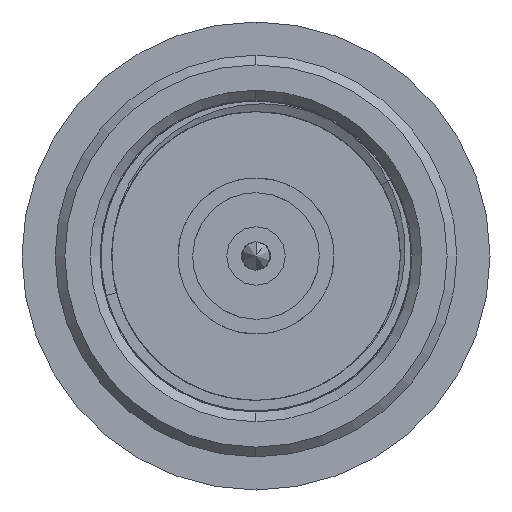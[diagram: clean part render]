
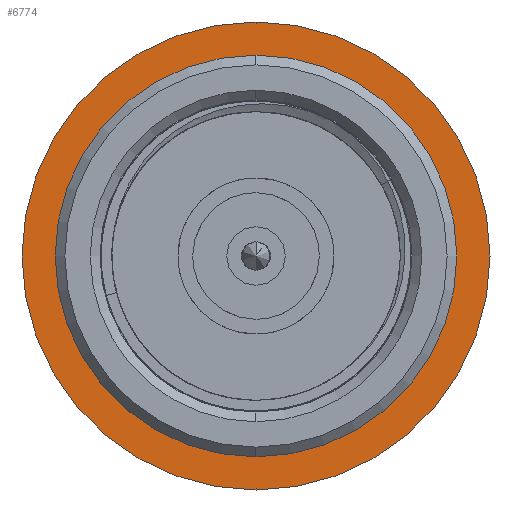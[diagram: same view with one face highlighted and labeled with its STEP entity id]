
A CAD part, front view. The second image highlights one B-rep face of the part: STEP entity #6774.
In plain terms, the highlighted planar face has unit normal (0, -1, 0).
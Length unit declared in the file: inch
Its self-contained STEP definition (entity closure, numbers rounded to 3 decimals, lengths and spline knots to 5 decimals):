
#13 = DIRECTION ( 'NONE',  ( 0., -1., 0. ) ) ;
#200 = CARTESIAN_POINT ( 'NONE',  ( 0., 0., 0.3937 ) ) ;
#399 = EDGE_LOOP ( 'NONE', ( #3472, #3280 ) ) ;
#429 = ORIENTED_EDGE ( 'NONE', *, *, #7487, .T. ) ;
#525 = DIRECTION ( 'NONE',  ( 0., 0., -1. ) ) ;
#827 = AXIS2_PLACEMENT_3D ( 'NONE', #1423, #3769, #5583 ) ;
#1025 = VERTEX_POINT ( 'NONE', #200 ) ;
#1423 = CARTESIAN_POINT ( 'NONE',  ( 0., 0., 0. ) ) ;
#1448 = CIRCLE ( 'NONE', #827, 0.47244 ) ;
#1537 = DIRECTION ( 'NONE',  ( 0., 1., 0. ) ) ;
#1579 = CARTESIAN_POINT ( 'NONE',  ( 0., 0., 0. ) ) ;
#1767 = DIRECTION ( 'NONE',  ( 0., 0., -1. ) ) ;
#1958 = EDGE_LOOP ( 'NONE', ( #4004, #429 ) ) ;
#2255 = CARTESIAN_POINT ( 'NONE',  ( 0., 0., 0. ) ) ;
#2260 = CIRCLE ( 'NONE', #6197, 0.3937 ) ;
#2944 = EDGE_CURVE ( 'NONE', #5915, #3776, #1448, .T. ) ;
#3035 = CARTESIAN_POINT ( 'NONE',  ( 0., 0., 0.47244 ) ) ;
#3222 = VERTEX_POINT ( 'NONE', #7082 ) ;
#3280 = ORIENTED_EDGE ( 'NONE', *, *, #7094, .T. ) ;
#3295 = DIRECTION ( 'NONE',  ( 0., 0., -1. ) ) ;
#3378 = DIRECTION ( 'NONE',  ( 0., 0., -1. ) ) ;
#3472 = ORIENTED_EDGE ( 'NONE', *, *, #6143, .T. ) ;
#3477 = CIRCLE ( 'NONE', #4943, 0.47244 ) ;
#3482 = PLANE ( 'NONE',  #6671 ) ;
#3769 = DIRECTION ( 'NONE',  ( 0., -1., 0. ) ) ;
#3776 = VERTEX_POINT ( 'NONE', #3035 ) ;
#3992 = CARTESIAN_POINT ( 'NONE',  ( 0., 0., 0. ) ) ;
#4004 = ORIENTED_EDGE ( 'NONE', *, *, #2944, .T. ) ;
#4700 = CIRCLE ( 'NONE', #5426, 0.3937 ) ;
#4908 = CARTESIAN_POINT ( 'NONE',  ( 0., 0., 0. ) ) ;
#4943 = AXIS2_PLACEMENT_3D ( 'NONE', #3992, #13, #1767 ) ;
#5222 = FACE_OUTER_BOUND ( 'NONE', #1958, .T. ) ;
#5426 = AXIS2_PLACEMENT_3D ( 'NONE', #4908, #6847, #525 ) ;
#5583 = DIRECTION ( 'NONE',  ( 0., 0., -1. ) ) ;
#5794 = FACE_BOUND ( 'NONE', #399, .T. ) ;
#5915 = VERTEX_POINT ( 'NONE', #5947 ) ;
#5947 = CARTESIAN_POINT ( 'NONE',  ( 0., 0., -0.47244 ) ) ;
#6143 = EDGE_CURVE ( 'NONE', #3222, #1025, #2260, .T. ) ;
#6197 = AXIS2_PLACEMENT_3D ( 'NONE', #1579, #1537, #3295 ) ;
#6671 = AXIS2_PLACEMENT_3D ( 'NONE', #2255, #7475, #3378 ) ;
#6774 = ADVANCED_FACE ( 'NONE', ( #5794, #5222 ), #3482, .T. ) ;
#6847 = DIRECTION ( 'NONE',  ( 0., 1., 0. ) ) ;
#7082 = CARTESIAN_POINT ( 'NONE',  ( 0., 0., -0.3937 ) ) ;
#7094 = EDGE_CURVE ( 'NONE', #1025, #3222, #4700, .T. ) ;
#7475 = DIRECTION ( 'NONE',  ( 0., -1., 0. ) ) ;
#7487 = EDGE_CURVE ( 'NONE', #3776, #5915, #3477, .T. ) ;
